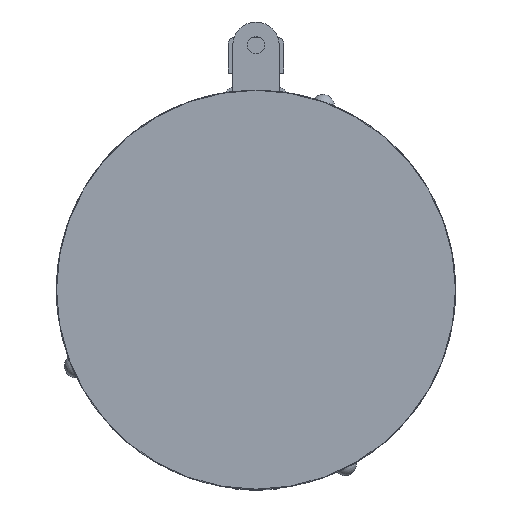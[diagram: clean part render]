
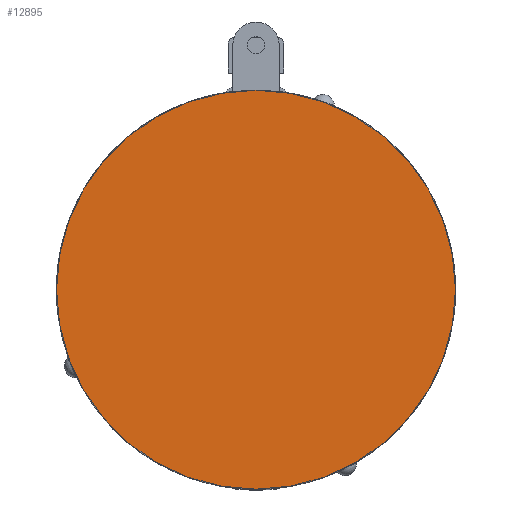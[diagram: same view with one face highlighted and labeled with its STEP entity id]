
A CAD part, top view. The second image highlights one B-rep face of the part: STEP entity #12895.
In plain terms, the highlighted planar face has unit normal (0, 0, 1).
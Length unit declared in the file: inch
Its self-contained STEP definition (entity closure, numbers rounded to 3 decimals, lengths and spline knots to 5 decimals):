
#4082=CARTESIAN_POINT('',(0.,0.,0.065));
#4083=DIRECTION('',(0.,0.,1.));
#4084=DIRECTION('',(1.,0.,0.));
#4085=AXIS2_PLACEMENT_3D('',#4082,#4083,#4084);
#4124=CARTESIAN_POINT('',(0.,0.,0.065));
#4125=DIRECTION('',(0.,0.,-1.));
#4126=DIRECTION('',(1.,0.,0.));
#4127=AXIS2_PLACEMENT_3D('',#4124,#4125,#4126);
#9816=CARTESIAN_POINT('',(0.905,0.,0.065));
#9817=CARTESIAN_POINT('',(-0.905,0.,0.065));
#9818=VERTEX_POINT('',#9816);
#9819=VERTEX_POINT('',#9817);
#12886=CARTESIAN_POINT('',(0.,0.,0.065));
#12887=DIRECTION('',(0.,0.,1.));
#12888=DIRECTION('',(-1.,0.,0.));
#12889=AXIS2_PLACEMENT_3D('',#12886,#12887,#12888);
#12890=PLANE('',#12889);
#12891=ORIENTED_EDGE('',*,*,#12880,.T.);
#12892=ORIENTED_EDGE('',*,*,#12847,.F.);
#12893=EDGE_LOOP('',(#12891,#12892));
#12894=FACE_OUTER_BOUND('',#12893,.F.);
#12895=ADVANCED_FACE('',(#12894),#12890,.T.);
#4086=CIRCLE('',#4085,0.905);
#4128=CIRCLE('',#4127,0.905);
#12847=EDGE_CURVE('',#9818,#9819,#4086,.T.);
#12880=EDGE_CURVE('',#9818,#9819,#4128,.T.);
